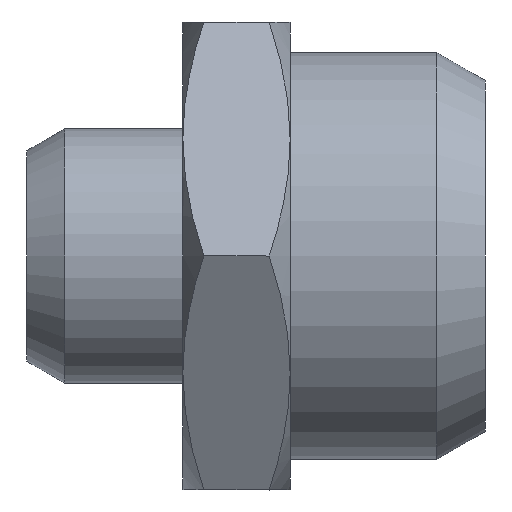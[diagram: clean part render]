
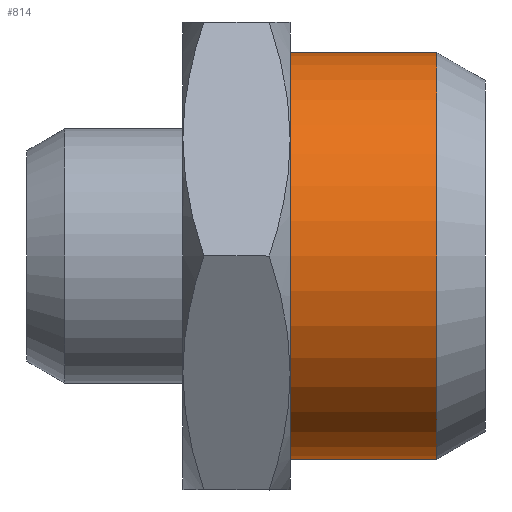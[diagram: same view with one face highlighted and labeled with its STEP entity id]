
A CAD part, left-side view. The second image highlights one B-rep face of the part: STEP entity #814.
In plain terms, the highlighted cylindrical face has radius 10.435 mm (diameter 20.87 mm), a full revolution.
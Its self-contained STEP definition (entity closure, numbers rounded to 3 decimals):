
#7 = VERTEX_POINT ( 'NONE', #453 ) ;
#12 = VERTEX_POINT ( 'NONE', #462 ) ;
#122 = CYLINDRICAL_SURFACE ( 'NONE', #325, 10.435 ) ;
#125 = FACE_OUTER_BOUND ( 'NONE', #151, .T. ) ;
#129 = CIRCLE ( 'NONE', #330, 10.435 ) ;
#151 = EDGE_LOOP ( 'NONE', ( #234 ) ) ;
#167 = EDGE_LOOP ( 'NONE', ( #294 ) ) ;
#171 = FACE_OUTER_BOUND ( 'NONE', #167, .T. ) ;
#191 = CIRCLE ( 'NONE', #343, 10.435 ) ;
#234 = ORIENTED_EDGE ( 'NONE', *, *, #364, .F. ) ;
#294 = ORIENTED_EDGE ( 'NONE', *, *, #419, .T. ) ;
#325 = AXIS2_PLACEMENT_3D ( 'NONE', #616, #623, #615 ) ;
#330 = AXIS2_PLACEMENT_3D ( 'NONE', #626, #625, #624 ) ;
#343 = AXIS2_PLACEMENT_3D ( 'NONE', #639, #638, #637 ) ;
#364 = EDGE_CURVE ( 'NONE', #12, #12, #191, .T. ) ;
#419 = EDGE_CURVE ( 'NONE', #7, #7, #129, .T. ) ;
#453 = CARTESIAN_POINT ( 'NONE',  ( 0., 2.485, 10.435 ) ) ;
#462 = CARTESIAN_POINT ( 'NONE',  ( 10.435, 10., 0. ) ) ;
#615 = DIRECTION ( 'NONE',  ( 1., 0., 0. ) ) ;
#616 = CARTESIAN_POINT ( 'NONE',  ( 0., 10., 0. ) ) ;
#623 = DIRECTION ( 'NONE',  ( 0., -1., 0. ) ) ;
#624 = DIRECTION ( 'NONE',  ( 0., 0., 1. ) ) ;
#625 = DIRECTION ( 'NONE',  ( 0., 1., 0. ) ) ;
#626 = CARTESIAN_POINT ( 'NONE',  ( 0., 2.485, 0. ) ) ;
#637 = DIRECTION ( 'NONE',  ( 1., 0., 0. ) ) ;
#638 = DIRECTION ( 'NONE',  ( 0., 1., 0. ) ) ;
#639 = CARTESIAN_POINT ( 'NONE',  ( 0., 10., 0. ) ) ;
#814 = ADVANCED_FACE ( 'NONE', ( #171, #125 ), #122, .T. ) ;
